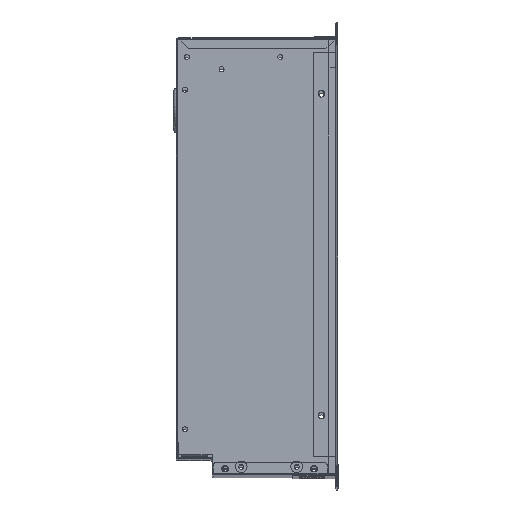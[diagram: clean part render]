
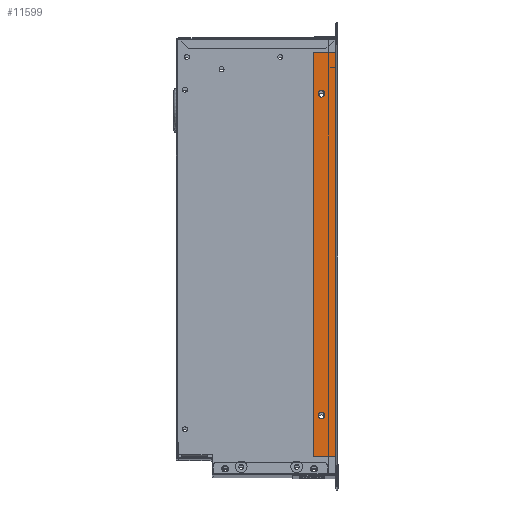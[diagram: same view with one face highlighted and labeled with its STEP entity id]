
A CAD part, top view. The second image highlights one B-rep face of the part: STEP entity #11599.
In plain terms, the highlighted planar face has unit normal (0, 0, 1).
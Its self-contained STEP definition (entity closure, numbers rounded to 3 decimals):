
#726 = DIRECTION ( 'NONE',  ( 0., 0., -1. ) ) ;
#1222 = DIRECTION ( 'NONE',  ( 1., 0., 0. ) ) ;
#1330 = VERTEX_POINT ( 'NONE', #12468 ) ;
#1440 = LINE ( 'NONE', #5242, #14135 ) ;
#1785 = DIRECTION ( 'NONE',  ( 0., 1., 0. ) ) ;
#1876 = VERTEX_POINT ( 'NONE', #3461 ) ;
#2422 = CARTESIAN_POINT ( 'NONE',  ( 126.65, 328.15, 760.5 ) ) ;
#2523 = DIRECTION ( 'NONE',  ( 1., 0., 0. ) ) ;
#3069 = EDGE_CURVE ( 'NONE', #17281, #15574, #6084, .T. ) ;
#3461 = CARTESIAN_POINT ( 'NONE',  ( 121.8, 364.89, 760.5 ) ) ;
#3570 = DIRECTION ( 'NONE',  ( 1., 0., 0. ) ) ;
#3879 = CARTESIAN_POINT ( 'NONE',  ( 126.65, 38.33, 760.5 ) ) ;
#4386 = AXIS2_PLACEMENT_3D ( 'NONE', #14912, #21210, #3570 ) ;
#4461 = VERTEX_POINT ( 'NONE', #10309 ) ;
#4574 = EDGE_CURVE ( 'NONE', #8600, #20375, #24204, .T. ) ;
#4783 = ORIENTED_EDGE ( 'NONE', *, *, #3069, .F. ) ;
#5068 = EDGE_CURVE ( 'NONE', #1876, #24054, #20995, .T. ) ;
#5242 = CARTESIAN_POINT ( 'NONE',  ( 126.65, 38.33, 760.5 ) ) ;
#5318 = EDGE_CURVE ( 'NONE', #22996, #24438, #10984, .T. ) ;
#5631 = LINE ( 'NONE', #13317, #22059 ) ;
#6084 = LINE ( 'NONE', #2422, #19464 ) ;
#6214 = LINE ( 'NONE', #22972, #24756 ) ;
#6321 = CARTESIAN_POINT ( 'NONE',  ( 121.8, 364.89, 760.5 ) ) ;
#6339 = DIRECTION ( 'NONE',  ( 0., -1., 0. ) ) ;
#6418 = FACE_BOUND ( 'NONE', #23914, .T. ) ;
#6450 = CARTESIAN_POINT ( 'NONE',  ( 126.65, 326.65, 760.5 ) ) ;
#6787 = DIRECTION ( 'NONE',  ( 0., 0., 1. ) ) ;
#6881 = ORIENTED_EDGE ( 'NONE', *, *, #10090, .F. ) ;
#7348 = CARTESIAN_POINT ( 'NONE',  ( 121.8, 0.09, 760.5 ) ) ;
#7380 = CIRCLE ( 'NONE', #11830, 2.25 ) ;
#8079 = ORIENTED_EDGE ( 'NONE', *, *, #16332, .F. ) ;
#8600 = VERTEX_POINT ( 'NONE', #18923 ) ;
#9369 = ORIENTED_EDGE ( 'NONE', *, *, #10151, .F. ) ;
#9643 = EDGE_CURVE ( 'NONE', #16849, #8600, #1440, .T. ) ;
#9754 = CARTESIAN_POINT ( 'NONE',  ( 126.65, 328.15, 760.5 ) ) ;
#9885 = ORIENTED_EDGE ( 'NONE', *, *, #9643, .F. ) ;
#9989 = DIRECTION ( 'NONE',  ( 0., -1., 0. ) ) ;
#10090 = EDGE_CURVE ( 'NONE', #1876, #22996, #23542, .T. ) ;
#10124 = ORIENTED_EDGE ( 'NONE', *, *, #18330, .F. ) ;
#10151 = EDGE_CURVE ( 'NONE', #1330, #17281, #7380, .T. ) ;
#10309 = CARTESIAN_POINT ( 'NONE',  ( 131.15, 38.33, 760.5 ) ) ;
#10984 = LINE ( 'NONE', #12867, #19115 ) ;
#11048 = EDGE_CURVE ( 'NONE', #20375, #4461, #22832, .T. ) ;
#11108 = CARTESIAN_POINT ( 'NONE',  ( 141.8, 0.09, 760.5 ) ) ;
#11381 = ORIENTED_EDGE ( 'NONE', *, *, #4574, .F. ) ;
#11382 = CARTESIAN_POINT ( 'NONE',  ( 131.15, 38.33, 760.5 ) ) ;
#11599 = ADVANCED_FACE ( 'NONE', ( #23653, #6418, #21776 ), #16225, .F. ) ;
#11706 = CARTESIAN_POINT ( 'NONE',  ( 128.9, 38.33, 760.5 ) ) ;
#11830 = AXIS2_PLACEMENT_3D ( 'NONE', #22055, #12604, #24157 ) ;
#11889 = EDGE_LOOP ( 'NONE', ( #4783, #9369, #8079, #15384 ) ) ;
#11972 = CARTESIAN_POINT ( 'NONE',  ( 31.7, -15.01, 760.5 ) ) ;
#12468 = CARTESIAN_POINT ( 'NONE',  ( 131.15, 328.15, 760.5 ) ) ;
#12583 = CARTESIAN_POINT ( 'NONE',  ( 128.9, 36.83, 760.5 ) ) ;
#12604 = DIRECTION ( 'NONE',  ( 0., 0., 1. ) ) ;
#12669 = EDGE_CURVE ( 'NONE', #4461, #16849, #16750, .T. ) ;
#12768 = CARTESIAN_POINT ( 'NONE',  ( 131.15, 326.65, 760.5 ) ) ;
#12867 = CARTESIAN_POINT ( 'NONE',  ( 141.8, 377.09, 760.5 ) ) ;
#12978 = AXIS2_PLACEMENT_3D ( 'NONE', #12583, #6787, #1222 ) ;
#13134 = CARTESIAN_POINT ( 'NONE',  ( 141.8, 364.89, 760.5 ) ) ;
#13167 = CARTESIAN_POINT ( 'NONE',  ( 121.8, 377.09, 760.5 ) ) ;
#13317 = CARTESIAN_POINT ( 'NONE',  ( 141.8, 0.09, 760.5 ) ) ;
#13432 = VECTOR ( 'NONE', #2523, 1000. ) ;
#13868 = EDGE_LOOP ( 'NONE', ( #10124, #22150, #6881, #23497 ) ) ;
#13957 = AXIS2_PLACEMENT_3D ( 'NONE', #11972, #726, #13973 ) ;
#13973 = DIRECTION ( 'NONE',  ( 0., -1., 0. ) ) ;
#14108 = ORIENTED_EDGE ( 'NONE', *, *, #11048, .F. ) ;
#14135 = VECTOR ( 'NONE', #15335, 1000. ) ;
#14543 = VECTOR ( 'NONE', #9989, 1000. ) ;
#14875 = DIRECTION ( 'NONE',  ( 0., -1., 0. ) ) ;
#14912 = CARTESIAN_POINT ( 'NONE',  ( 128.9, 326.65, 760.5 ) ) ;
#15335 = DIRECTION ( 'NONE',  ( 0., -1., 0. ) ) ;
#15381 = VERTEX_POINT ( 'NONE', #12768 ) ;
#15384 = ORIENTED_EDGE ( 'NONE', *, *, #23084, .F. ) ;
#15574 = VERTEX_POINT ( 'NONE', #6450 ) ;
#16225 = PLANE ( 'NONE',  #13957 ) ;
#16302 = VECTOR ( 'NONE', #1785, 1000. ) ;
#16332 = EDGE_CURVE ( 'NONE', #15381, #1330, #6214, .T. ) ;
#16457 = CIRCLE ( 'NONE', #4386, 2.25 ) ;
#16750 = CIRCLE ( 'NONE', #23183, 2.25 ) ;
#16849 = VERTEX_POINT ( 'NONE', #3879 ) ;
#17109 = DIRECTION ( 'NONE',  ( 1., 0., 0. ) ) ;
#17281 = VERTEX_POINT ( 'NONE', #9754 ) ;
#18330 = EDGE_CURVE ( 'NONE', #24438, #24054, #5631, .T. ) ;
#18451 = CARTESIAN_POINT ( 'NONE',  ( 131.15, 36.83, 760.5 ) ) ;
#18902 = DIRECTION ( 'NONE',  ( 0., 0., 1. ) ) ;
#18923 = CARTESIAN_POINT ( 'NONE',  ( 126.65, 36.83, 760.5 ) ) ;
#19115 = VECTOR ( 'NONE', #14875, 1000. ) ;
#19464 = VECTOR ( 'NONE', #6339, 1000. ) ;
#19924 = ORIENTED_EDGE ( 'NONE', *, *, #12669, .F. ) ;
#20375 = VERTEX_POINT ( 'NONE', #18451 ) ;
#20995 = LINE ( 'NONE', #13167, #14543 ) ;
#21204 = DIRECTION ( 'NONE',  ( 0., 1., 0. ) ) ;
#21210 = DIRECTION ( 'NONE',  ( 0., 0., 1. ) ) ;
#21776 = FACE_OUTER_BOUND ( 'NONE', #13868, .T. ) ;
#22055 = CARTESIAN_POINT ( 'NONE',  ( 128.9, 328.15, 760.5 ) ) ;
#22059 = VECTOR ( 'NONE', #23134, 1000. ) ;
#22150 = ORIENTED_EDGE ( 'NONE', *, *, #5318, .F. ) ;
#22832 = LINE ( 'NONE', #11382, #16302 ) ;
#22972 = CARTESIAN_POINT ( 'NONE',  ( 131.15, 328.15, 760.5 ) ) ;
#22996 = VERTEX_POINT ( 'NONE', #13134 ) ;
#23084 = EDGE_CURVE ( 'NONE', #15574, #15381, #16457, .T. ) ;
#23134 = DIRECTION ( 'NONE',  ( -1., 0., 0. ) ) ;
#23183 = AXIS2_PLACEMENT_3D ( 'NONE', #11706, #18902, #17109 ) ;
#23497 = ORIENTED_EDGE ( 'NONE', *, *, #5068, .T. ) ;
#23542 = LINE ( 'NONE', #6321, #13432 ) ;
#23653 = FACE_BOUND ( 'NONE', #11889, .T. ) ;
#23914 = EDGE_LOOP ( 'NONE', ( #9885, #19924, #14108, #11381 ) ) ;
#24054 = VERTEX_POINT ( 'NONE', #7348 ) ;
#24157 = DIRECTION ( 'NONE',  ( 1., 0., 0. ) ) ;
#24204 = CIRCLE ( 'NONE', #12978, 2.25 ) ;
#24438 = VERTEX_POINT ( 'NONE', #11108 ) ;
#24756 = VECTOR ( 'NONE', #21204, 1000. ) ;
